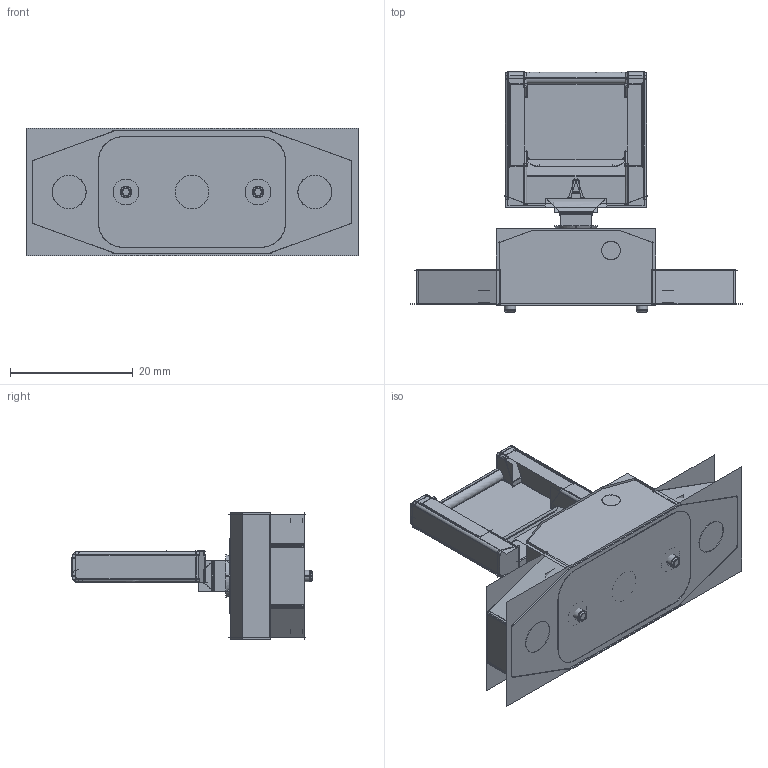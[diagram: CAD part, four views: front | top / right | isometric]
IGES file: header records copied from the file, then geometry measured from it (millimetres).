
Start section:  PTC IGES file: 212878.igs
Global section: file name: 212878.igs; native system: Creo Parametric by PTC Inc.; preprocessor: 2018300; author: pdmadmin; organization: Unknown; date: 20190923.090333; units: millimetre
Bounding box: 54.08 x 39.1 x 20.8 mm (x, y, z)
Volume: 12285.2 mm3; surface area: 65543 mm2
Topology: 5 solids, 6 shells, 532 faces, 3469 edges, 4953 vertices
Faces by surface type: bspline 280, revolution 252
